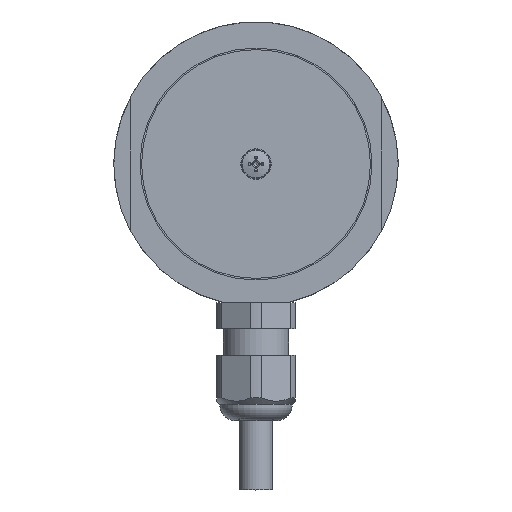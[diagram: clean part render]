
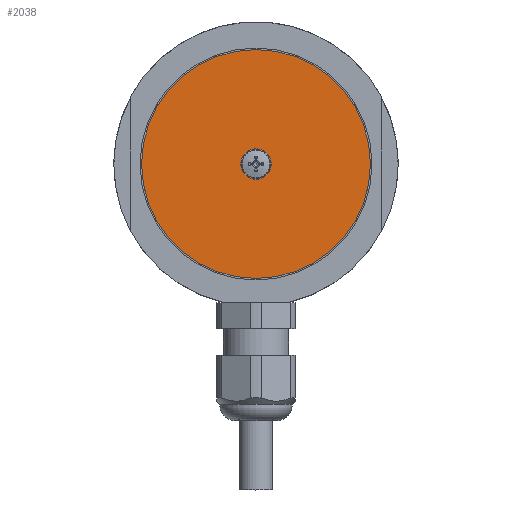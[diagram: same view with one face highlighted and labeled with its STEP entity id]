
A CAD part, top view. The second image highlights one B-rep face of the part: STEP entity #2038.
In plain terms, the highlighted planar face has unit normal (0, 0, 1).
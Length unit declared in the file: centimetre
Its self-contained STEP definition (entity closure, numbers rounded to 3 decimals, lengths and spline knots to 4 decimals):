
#121=FACE_BOUND('',#418,.T.);
#174=PLANE('',#2307);
#286=FACE_OUTER_BOUND('',#417,.T.);
#417=EDGE_LOOP('',(#1814));
#418=EDGE_LOOP('',(#1815));
#781=CIRCLE('',#2301,0.29);
#783=CIRCLE('',#2305,2.18);
#984=VERTEX_POINT('',#3753);
#986=VERTEX_POINT('',#3760);
#1268=EDGE_CURVE('',#984,#984,#781,.T.);
#1271=EDGE_CURVE('',#986,#986,#783,.T.);
#1814=ORIENTED_EDGE('',*,*,#1271,.T.);
#1815=ORIENTED_EDGE('',*,*,#1268,.T.);
#2038=ADVANCED_FACE('',(#286,#121),#174,.T.);
#2301=AXIS2_PLACEMENT_3D('',#3754,#2887,#2888);
#2305=AXIS2_PLACEMENT_3D('',#3761,#2896,#2897);
#2307=AXIS2_PLACEMENT_3D('',#3765,#2901,#2902);
#2887=DIRECTION('center_axis',(0.,0.,-1.));
#2888=DIRECTION('ref_axis',(-1.,0.,0.));
#2896=DIRECTION('center_axis',(0.,0.,1.));
#2897=DIRECTION('ref_axis',(-1.,0.,0.));
#2901=DIRECTION('center_axis',(0.,0.,1.));
#2902=DIRECTION('ref_axis',(1.,0.,0.));
#3753=CARTESIAN_POINT('',(0.131,-0.4986,2.125));
#3754=CARTESIAN_POINT('Origin',(-0.159,-0.4986,2.125));
#3760=CARTESIAN_POINT('',(2.021,-0.4986,2.125));
#3761=CARTESIAN_POINT('Origin',(-0.159,-0.4986,2.125));
#3765=CARTESIAN_POINT('Origin',(-0.159,-0.4986,2.125));
